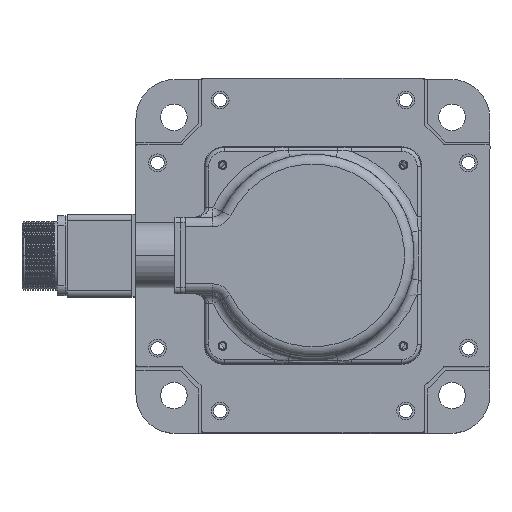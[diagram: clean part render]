
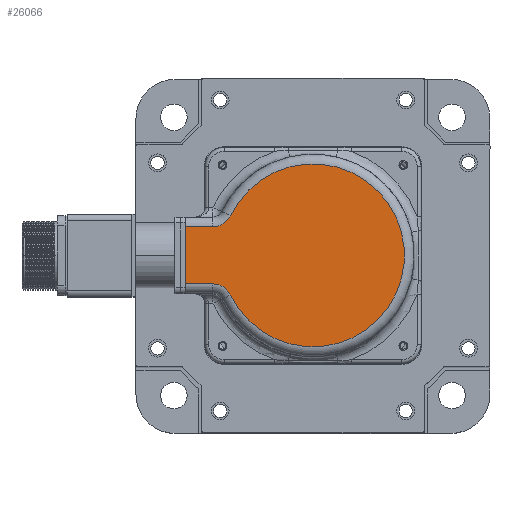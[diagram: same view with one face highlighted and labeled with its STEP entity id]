
A CAD part, top view. The second image highlights one B-rep face of the part: STEP entity #26066.
In plain terms, the highlighted planar face has unit normal (0, 0, 1).
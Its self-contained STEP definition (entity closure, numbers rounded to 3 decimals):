
#286 = CARTESIAN_POINT ( 'NONE',  ( -65., -14.5, 438. ) ) ;
#883 = CIRCLE ( 'NONE', #29740, 46.5 ) ;
#936 = LINE ( 'NONE', #34051, #10626 ) ;
#5206 = CARTESIAN_POINT ( 'NONE',  ( -41.901, -20.164, 438. ) ) ;
#7094 = VERTEX_POINT ( 'NONE', #8324 ) ;
#8036 = CIRCLE ( 'NONE', #40385, 10. ) ;
#8324 = CARTESIAN_POINT ( 'NONE',  ( -65., 14.5, 438. ) ) ;
#8684 = AXIS2_PLACEMENT_3D ( 'NONE', #15148, #34462, #14747 ) ;
#8713 = VECTOR ( 'NONE', #34104, 1000. ) ;
#10520 = DIRECTION ( 'NONE',  ( 0., 0., 1. ) ) ;
#10626 = VECTOR ( 'NONE', #11040, 1000. ) ;
#11040 = DIRECTION ( 'NONE',  ( 0., 1., 0. ) ) ;
#11747 = PLANE ( 'NONE',  #8684 ) ;
#12626 = DIRECTION ( 'NONE',  ( -1., 0., 0. ) ) ;
#13300 = ORIENTED_EDGE ( 'NONE', *, *, #22475, .T. ) ;
#14563 = ORIENTED_EDGE ( 'NONE', *, *, #31605, .T. ) ;
#14747 = DIRECTION ( 'NONE',  ( -1., 0., 0. ) ) ;
#15148 = CARTESIAN_POINT ( 'NONE',  ( 0., 0., 438. ) ) ;
#15623 = VERTEX_POINT ( 'NONE', #35251 ) ;
#16561 = EDGE_CURVE ( 'NONE', #18123, #7094, #936, .T. ) ;
#17634 = ORIENTED_EDGE ( 'NONE', *, *, #37945, .T. ) ;
#18123 = VERTEX_POINT ( 'NONE', #286 ) ;
#18790 = LINE ( 'NONE', #25699, #30992 ) ;
#21344 = DIRECTION ( 'NONE',  ( -1., 0., 0. ) ) ;
#22475 = EDGE_CURVE ( 'NONE', #36859, #27381, #883, .T. ) ;
#23735 = DIRECTION ( 'NONE',  ( -1., 0., 0. ) ) ;
#25257 = FACE_OUTER_BOUND ( 'NONE', #39767, .T. ) ;
#25292 = ORIENTED_EDGE ( 'NONE', *, *, #16561, .F. ) ;
#25372 = ORIENTED_EDGE ( 'NONE', *, *, #35131, .F. ) ;
#25634 = CARTESIAN_POINT ( 'NONE',  ( -50.912, 14.5, 438. ) ) ;
#25699 = CARTESIAN_POINT ( 'NONE',  ( 0., 14.5, 438. ) ) ;
#26066 = ADVANCED_FACE ( 'NONE', ( #25257 ), #11747, .T. ) ;
#26614 = ORIENTED_EDGE ( 'NONE', *, *, #35555, .F. ) ;
#27381 = VERTEX_POINT ( 'NONE', #41376 ) ;
#29740 = AXIS2_PLACEMENT_3D ( 'NONE', #33794, #40156, #23735 ) ;
#30888 = DIRECTION ( 'NONE',  ( 0., 0., 1. ) ) ;
#30992 = VECTOR ( 'NONE', #12626, 1000. ) ;
#31605 = EDGE_CURVE ( 'NONE', #33995, #7094, #18790, .T. ) ;
#33794 = CARTESIAN_POINT ( 'NONE',  ( 0., 0., 438. ) ) ;
#33995 = VERTEX_POINT ( 'NONE', #25634 ) ;
#34051 = CARTESIAN_POINT ( 'NONE',  ( -65., 0., 438. ) ) ;
#34104 = DIRECTION ( 'NONE',  ( 1., 0., 0. ) ) ;
#34462 = DIRECTION ( 'NONE',  ( 0., 0., 1. ) ) ;
#35131 = EDGE_CURVE ( 'NONE', #33995, #27381, #35569, .T. ) ;
#35251 = CARTESIAN_POINT ( 'NONE',  ( -50.912, -14.5, 438. ) ) ;
#35555 = EDGE_CURVE ( 'NONE', #36859, #15623, #8036, .T. ) ;
#35569 = CIRCLE ( 'NONE', #41190, 10. ) ;
#36339 = CARTESIAN_POINT ( 'NONE',  ( -50.912, -24.5, 438. ) ) ;
#36646 = LINE ( 'NONE', #40306, #8713 ) ;
#36859 = VERTEX_POINT ( 'NONE', #5206 ) ;
#37502 = CARTESIAN_POINT ( 'NONE',  ( -50.912, 24.5, 438. ) ) ;
#37945 = EDGE_CURVE ( 'NONE', #18123, #15623, #36646, .T. ) ;
#39598 = DIRECTION ( 'NONE',  ( -1., 0., 0. ) ) ;
#39767 = EDGE_LOOP ( 'NONE', ( #25372, #14563, #25292, #17634, #26614, #13300 ) ) ;
#40156 = DIRECTION ( 'NONE',  ( 0., 0., 1. ) ) ;
#40306 = CARTESIAN_POINT ( 'NONE',  ( -47.666, -14.5, 438. ) ) ;
#40385 = AXIS2_PLACEMENT_3D ( 'NONE', #36339, #10520, #39598 ) ;
#41190 = AXIS2_PLACEMENT_3D ( 'NONE', #37502, #30888, #21344 ) ;
#41376 = CARTESIAN_POINT ( 'NONE',  ( -41.901, 20.164, 438. ) ) ;
